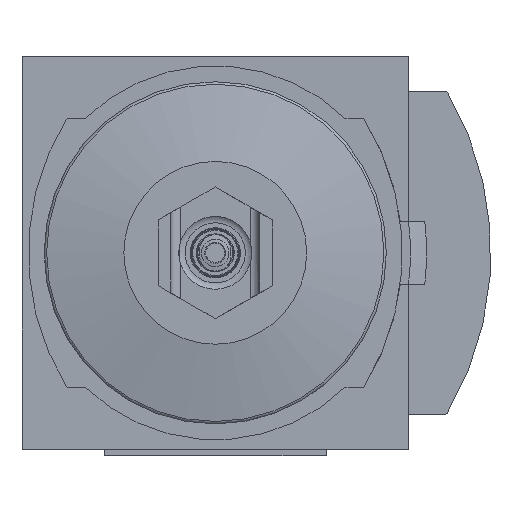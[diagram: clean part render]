
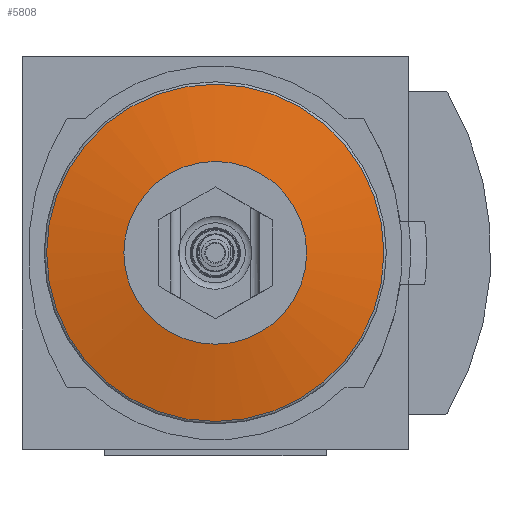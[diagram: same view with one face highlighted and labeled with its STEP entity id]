
A CAD part, front view. The second image highlights one B-rep face of the part: STEP entity #5808.
In plain terms, the highlighted toroidal (fillet/blend) face has major radius 2.923 mm and minor radius 240 mm.
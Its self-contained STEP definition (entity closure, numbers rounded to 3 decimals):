
#48=DEGENERATE_TOROIDAL_SURFACE('',#6153,2.923,240.,
 .F.);
#153=CIRCLE('',#6152,28.85);
#154=CIRCLE('',#6154,53.234);
#1339=ORIENTED_EDGE('',*,*,#2036,.T.);
#1340=ORIENTED_EDGE('',*,*,#2035,.F.);
#2035=EDGE_CURVE('',#2447,#2447,#153,.T.);
#2036=EDGE_CURVE('',#2448,#2448,#154,.T.);
#2447=VERTEX_POINT('',#8501);
#2448=VERTEX_POINT('',#8504);
#3501=EDGE_LOOP('',(#1339));
#3502=EDGE_LOOP('',(#1340));
#3791=FACE_BOUND('',#3501,.T.);
#3792=FACE_BOUND('',#3502,.T.);
#5808=ADVANCED_FACE('',(#3791,#3792),#48,.F.);
#6152=AXIS2_PLACEMENT_3D('',#8500,#7187,#7188);
#6153=AXIS2_PLACEMENT_3D('',#8502,#7189,#7190);
#6154=AXIS2_PLACEMENT_3D('',#8503,#7191,#7192);
#7187=DIRECTION('',(0.,-1.,0.));
#7188=DIRECTION('',(0.,0.,-1.));
#7189=DIRECTION('',(0.,-1.,0.));
#7190=DIRECTION('',(0.,0.,-1.));
#7191=DIRECTION('',(0.,-1.,0.));
#7192=DIRECTION('',(0.,0.,-1.));
#8500=CARTESIAN_POINT('',(0.,-359.736,0.));
#8501=CARTESIAN_POINT('',(0.,-359.736,-28.85));
#8502=CARTESIAN_POINT('',(0.,-121.848,0.));
#8503=CARTESIAN_POINT('',(0.,-355.186,0.));
#8504=CARTESIAN_POINT('',(0.,-355.186,-53.234));
